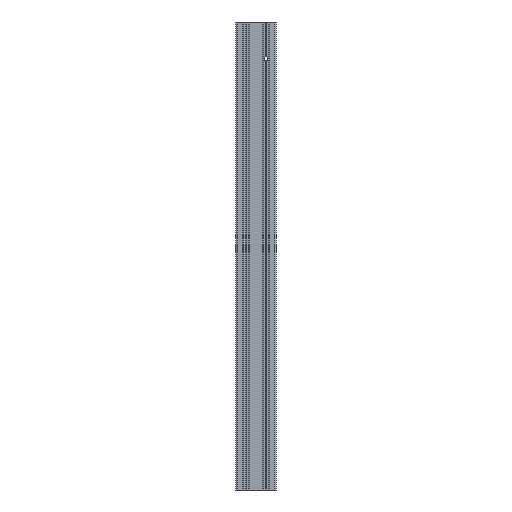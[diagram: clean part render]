
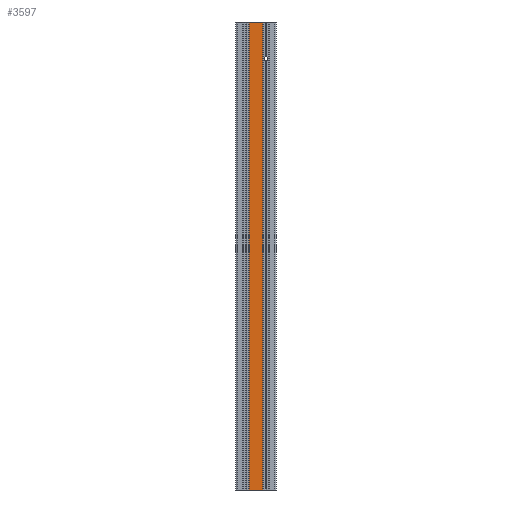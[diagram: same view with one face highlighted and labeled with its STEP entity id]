
A CAD part, left-side view. The second image highlights one B-rep face of the part: STEP entity #3597.
In plain terms, the highlighted planar face has unit normal (-1, 0, 0).
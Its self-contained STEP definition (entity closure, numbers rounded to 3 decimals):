
#1236 = LINE ( 'NONE', #10605, #5846 ) ;
#2114 = CARTESIAN_POINT ( 'NONE',  ( -15., -4.75, -675. ) ) ;
#2400 = ORIENTED_EDGE ( 'NONE', *, *, #5004, .T. ) ;
#2577 = AXIS2_PLACEMENT_3D ( 'NONE', #5324, #10129, #11240 ) ;
#2765 = EDGE_LOOP ( 'NONE', ( #3665, #11131, #2400, #4963 ) ) ;
#2929 = DIRECTION ( 'NONE',  ( 0., -1., 0. ) ) ;
#3005 = VECTOR ( 'NONE', #2929, 1000. ) ;
#3055 = DIRECTION ( 'NONE',  ( 0., 0., 1. ) ) ;
#3357 = CARTESIAN_POINT ( 'NONE',  ( -15., -4.75, -675. ) ) ;
#3597 = ADVANCED_FACE ( 'NONE', ( #9313 ), #8379, .T. ) ;
#3616 = CARTESIAN_POINT ( 'NONE',  ( -15., -25.25, -675. ) ) ;
#3665 = ORIENTED_EDGE ( 'NONE', *, *, #8494, .F. ) ;
#3667 = VERTEX_POINT ( 'NONE', #8739 ) ;
#4927 = DIRECTION ( 'NONE',  ( 0., -1., 0. ) ) ;
#4963 = ORIENTED_EDGE ( 'NONE', *, *, #7217, .T. ) ;
#5004 = EDGE_CURVE ( 'NONE', #8637, #10365, #5803, .T. ) ;
#5246 = CARTESIAN_POINT ( 'NONE',  ( -15., -25.25, -675. ) ) ;
#5324 = CARTESIAN_POINT ( 'NONE',  ( -15., -4.75, -675. ) ) ;
#5803 = LINE ( 'NONE', #2114, #3005 ) ;
#5846 = VECTOR ( 'NONE', #3055, 1000. ) ;
#7076 = CARTESIAN_POINT ( 'NONE',  ( -15., -25.25, 25. ) ) ;
#7217 = EDGE_CURVE ( 'NONE', #10365, #8982, #12157, .T. ) ;
#7411 = DIRECTION ( 'NONE',  ( 0., 0., 1. ) ) ;
#7815 = VECTOR ( 'NONE', #4927, 1000. ) ;
#8379 = PLANE ( 'NONE',  #2577 ) ;
#8417 = EDGE_CURVE ( 'NONE', #8637, #3667, #1236, .T. ) ;
#8494 = EDGE_CURVE ( 'NONE', #3667, #8982, #9671, .T. ) ;
#8637 = VERTEX_POINT ( 'NONE', #3357 ) ;
#8739 = CARTESIAN_POINT ( 'NONE',  ( -15., -4.75, 25. ) ) ;
#8982 = VERTEX_POINT ( 'NONE', #7076 ) ;
#9313 = FACE_OUTER_BOUND ( 'NONE', #2765, .T. ) ;
#9671 = LINE ( 'NONE', #10785, #7815 ) ;
#10129 = DIRECTION ( 'NONE',  ( -1., 0., 0. ) ) ;
#10365 = VERTEX_POINT ( 'NONE', #5246 ) ;
#10506 = VECTOR ( 'NONE', #7411, 1000. ) ;
#10605 = CARTESIAN_POINT ( 'NONE',  ( -15., -4.75, -675. ) ) ;
#10785 = CARTESIAN_POINT ( 'NONE',  ( -15., -4.75, 25. ) ) ;
#11131 = ORIENTED_EDGE ( 'NONE', *, *, #8417, .F. ) ;
#11240 = DIRECTION ( 'NONE',  ( 0., 0., 1. ) ) ;
#12157 = LINE ( 'NONE', #3616, #10506 ) ;
